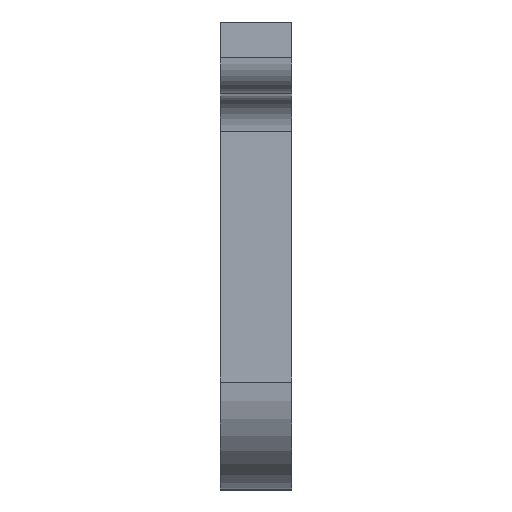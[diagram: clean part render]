
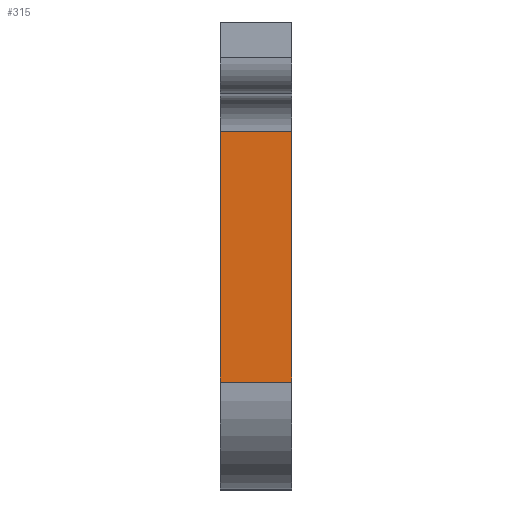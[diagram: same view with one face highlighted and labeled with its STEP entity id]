
A CAD part, top view. The second image highlights one B-rep face of the part: STEP entity #315.
In plain terms, the highlighted planar face has unit normal (0, 0, 1).
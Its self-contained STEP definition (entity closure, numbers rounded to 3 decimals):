
#19 = VECTOR ( 'NONE', #393, 1000. ) ;
#26 = CARTESIAN_POINT ( 'NONE',  ( 0.1, 1., -4.2 ) ) ;
#42 = LINE ( 'NONE', #179, #503 ) ;
#98 = ORIENTED_EDGE ( 'NONE', *, *, #139, .T. ) ;
#99 = VERTEX_POINT ( 'NONE', #184 ) ;
#100 = ORIENTED_EDGE ( 'NONE', *, *, #481, .F. ) ;
#105 = LINE ( 'NONE', #128, #19 ) ;
#128 = CARTESIAN_POINT ( 'NONE',  ( 0.1, 0.3, -4.2 ) ) ;
#130 = VERTEX_POINT ( 'NONE', #188 ) ;
#139 = EDGE_CURVE ( 'NONE', #249, #404, #517, .T. ) ;
#147 = EDGE_CURVE ( 'NONE', #404, #130, #42, .T. ) ;
#155 = VECTOR ( 'NONE', #549, 1000. ) ;
#164 = EDGE_LOOP ( 'NONE', ( #532, #100, #557, #98 ) ) ;
#179 = CARTESIAN_POINT ( 'NONE',  ( -0.1, 1., -4.2 ) ) ;
#184 = CARTESIAN_POINT ( 'NONE',  ( 0.1, 0.3, -4.2 ) ) ;
#188 = CARTESIAN_POINT ( 'NONE',  ( -0.1, 0.3, -4.2 ) ) ;
#249 = VERTEX_POINT ( 'NONE', #26 ) ;
#258 = DIRECTION ( 'NONE',  ( 0., -1., 0. ) ) ;
#285 = CARTESIAN_POINT ( 'NONE',  ( 0.1, 1., -4.2 ) ) ;
#292 = CARTESIAN_POINT ( 'NONE',  ( -0.1, 1., -4.2 ) ) ;
#315 = ADVANCED_FACE ( 'NONE', ( #332 ), #564, .F. ) ;
#331 = LINE ( 'NONE', #496, #485 ) ;
#332 = FACE_OUTER_BOUND ( 'NONE', #164, .T. ) ;
#386 = DIRECTION ( 'NONE',  ( 0., 0., -1. ) ) ;
#387 = DIRECTION ( 'NONE',  ( -1., 0., 0. ) ) ;
#393 = DIRECTION ( 'NONE',  ( -1., 0., 0. ) ) ;
#404 = VERTEX_POINT ( 'NONE', #292 ) ;
#409 = DIRECTION ( 'NONE',  ( 0., -1., 0. ) ) ;
#448 = AXIS2_PLACEMENT_3D ( 'NONE', #285, #386, #387 ) ;
#460 = CARTESIAN_POINT ( 'NONE',  ( 0.1, 1., -4.2 ) ) ;
#481 = EDGE_CURVE ( 'NONE', #99, #130, #105, .T. ) ;
#485 = VECTOR ( 'NONE', #258, 1000. ) ;
#496 = CARTESIAN_POINT ( 'NONE',  ( 0.1, 1., -4.2 ) ) ;
#503 = VECTOR ( 'NONE', #409, 1000. ) ;
#517 = LINE ( 'NONE', #460, #155 ) ;
#532 = ORIENTED_EDGE ( 'NONE', *, *, #147, .T. ) ;
#534 = EDGE_CURVE ( 'NONE', #249, #99, #331, .T. ) ;
#549 = DIRECTION ( 'NONE',  ( -1., 0., 0. ) ) ;
#557 = ORIENTED_EDGE ( 'NONE', *, *, #534, .F. ) ;
#564 = PLANE ( 'NONE',  #448 ) ;
